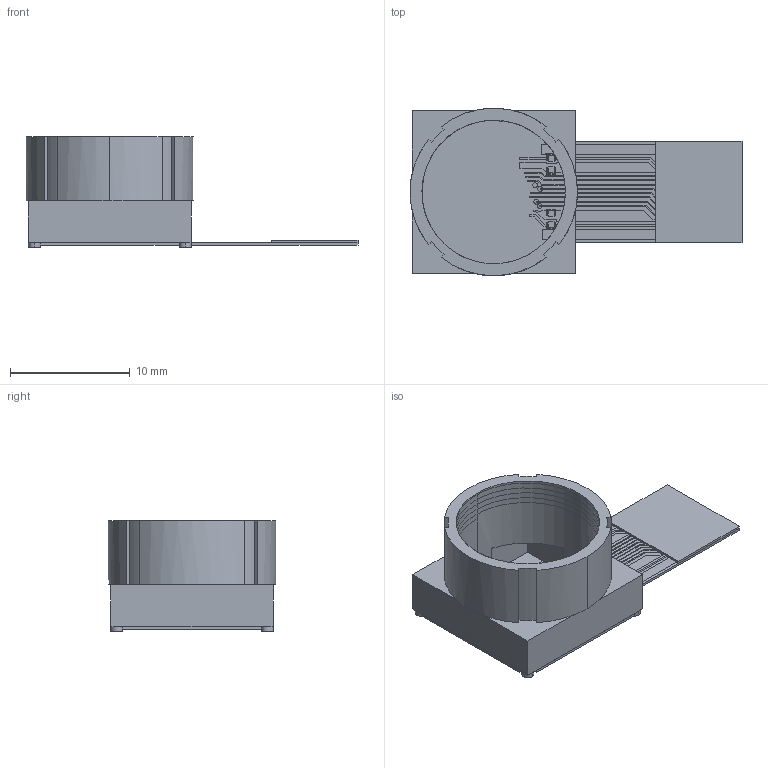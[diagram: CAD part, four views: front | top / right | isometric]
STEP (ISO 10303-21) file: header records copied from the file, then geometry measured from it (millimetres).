
FILE_DESCRIPTION(('FreeCAD Model'),'2;1');
FILE_NAME('Fusion.step','2016-10-14T18:49:44',('Author'),( ''),'Open CASCADE STEP processor 6.8','FreeCAD','Unknown');
FILE_SCHEMA(('AUTOMOTIVE_DESIGN_CC2 { 1 2 10303 214 -1 1 5 4 }'));
Length unit declared in the file: millimetre
Products named in the file (2): ASSEMBLY; Fusion
Assembly tree (1 placements, depth 2):
  ASSEMBLY
    Fusion
Bounding box: 27.75 x 14 x 9.25 mm (x, y, z)
Volume: 480.1 mm3; surface area: 1482.9 mm2
Topology: 1 solids, 1 shells, 655 faces, 1755 edges, 1170 vertices
Faces by surface type: plane 565, cylinder 47, bspline 43
Entity records: 60708 total; most frequent: CARTESIAN_POINT 21738, DIRECTION 6014, LINE 4394, VECTOR 4394, ORIENTED_EDGE 3510, PCURVE 3510, DEFINITIONAL_REPRESENTATION 3510, EDGE_CURVE 1755
